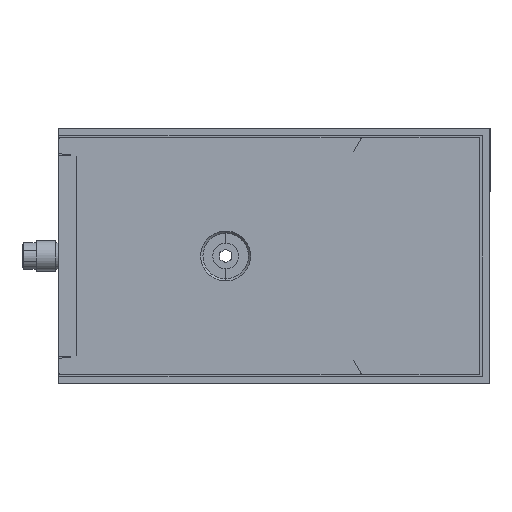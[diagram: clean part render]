
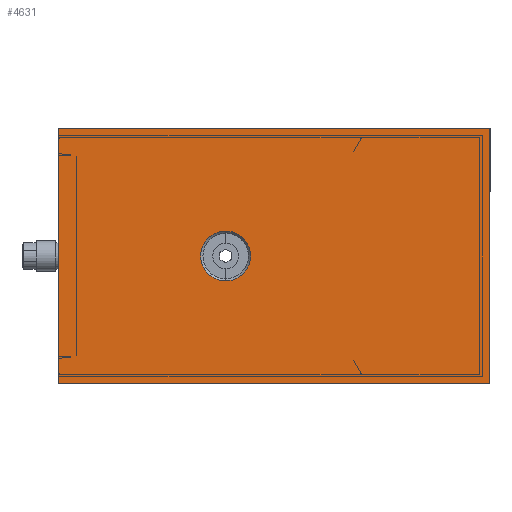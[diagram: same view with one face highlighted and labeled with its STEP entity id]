
A CAD part, left-side view. The second image highlights one B-rep face of the part: STEP entity #4631.
In plain terms, the highlighted planar face has unit normal (-1, 0, 0).
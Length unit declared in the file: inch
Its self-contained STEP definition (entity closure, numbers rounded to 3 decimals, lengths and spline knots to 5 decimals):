
#179 = DIRECTION ( 'NONE',  ( 0., -1., 0. ) ) ;
#186 = DIRECTION ( 'NONE',  ( 0., 0., 1. ) ) ;
#187 = CARTESIAN_POINT ( 'NONE',  ( -23.29614, -1.44046, -0.8375 ) ) ;
#192 = DIRECTION ( 'NONE',  ( 0., 0., -1. ) ) ;
#194 = DIRECTION ( 'NONE',  ( -1., 0., 0. ) ) ;
#195 = CARTESIAN_POINT ( 'NONE',  ( -23.29614, 0.29, 0. ) ) ;
#198 = CARTESIAN_POINT ( 'NONE',  ( -23.29614, 1.38181, -0.8375 ) ) ;
#506 = FACE_OUTER_BOUND ( 'NONE', #1252, .T. ) ;
#529 = VECTOR ( 'NONE', #1914, 39.37008 ) ;
#532 = VECTOR ( 'NONE', #1913, 39.37008 ) ;
#533 = LINE ( 'NONE', #1909, #529 ) ;
#535 = LINE ( 'NONE', #1915, #532 ) ;
#543 = CIRCLE ( 'NONE', #2931, 0.1634 ) ;
#962 = ORIENTED_EDGE ( 'NONE', *, *, #2835, .F. ) ;
#963 = ORIENTED_EDGE ( 'NONE', *, *, #3101, .F. ) ;
#964 = ORIENTED_EDGE ( 'NONE', *, *, #2804, .T. ) ;
#965 = ORIENTED_EDGE ( 'NONE', *, *, #2875, .T. ) ;
#966 = ORIENTED_EDGE ( 'NONE', *, *, #3108, .T. ) ;
#967 = ORIENTED_EDGE ( 'NONE', *, *, #3105, .T. ) ;
#1246 = EDGE_LOOP ( 'NONE', ( #962, #963 ) ) ;
#1252 = EDGE_LOOP ( 'NONE', ( #964, #965, #966, #967 ) ) ;
#1397 = VERTEX_POINT ( 'NONE', #1973 ) ;
#1404 = VERTEX_POINT ( 'NONE', #1952 ) ;
#1405 = VERTEX_POINT ( 'NONE', #1949 ) ;
#1407 = VERTEX_POINT ( 'NONE', #1945 ) ;
#1410 = VERTEX_POINT ( 'NONE', #1933 ) ;
#1411 = VERTEX_POINT ( 'NONE', #1932 ) ;
#1904 = DIRECTION ( 'NONE',  ( 0., 0., -1. ) ) ;
#1906 = DIRECTION ( 'NONE',  ( -1., 0., 0. ) ) ;
#1907 = CARTESIAN_POINT ( 'NONE',  ( -23.29614, 0.29, 0. ) ) ;
#1909 = CARTESIAN_POINT ( 'NONE',  ( -23.29614, 1.38181, 0.8375 ) ) ;
#1913 = DIRECTION ( 'NONE',  ( 0., 1., 0. ) ) ;
#1914 = DIRECTION ( 'NONE',  ( 0., 0., -1. ) ) ;
#1915 = CARTESIAN_POINT ( 'NONE',  ( -23.29614, 1.38181, 0.8375 ) ) ;
#1932 = CARTESIAN_POINT ( 'NONE',  ( -23.29614, 1.38181, 0.8375 ) ) ;
#1933 = CARTESIAN_POINT ( 'NONE',  ( -23.29614, 1.38181, -0.8375 ) ) ;
#1945 = CARTESIAN_POINT ( 'NONE',  ( -23.29614, -1.44046, -0.8375 ) ) ;
#1949 = CARTESIAN_POINT ( 'NONE',  ( -23.29614, 0.29, -0.1634 ) ) ;
#1952 = CARTESIAN_POINT ( 'NONE',  ( -23.29614, 0.29, 0.16341 ) ) ;
#1973 = CARTESIAN_POINT ( 'NONE',  ( -23.29614, -1.44046, 0.8375 ) ) ;
#2604 = AXIS2_PLACEMENT_3D ( 'NONE', #4034, #4035, #4036 ) ;
#2804 = EDGE_CURVE ( 'NONE', #1397, #1411, #535, .T. ) ;
#2835 = EDGE_CURVE ( 'NONE', #1405, #1404, #543, .T. ) ;
#2864 = AXIS2_PLACEMENT_3D ( 'NONE', #195, #194, #192 ) ;
#2875 = EDGE_CURVE ( 'NONE', #1411, #1410, #533, .T. ) ;
#2931 = AXIS2_PLACEMENT_3D ( 'NONE', #1907, #1906, #1904 ) ;
#3101 = EDGE_CURVE ( 'NONE', #1404, #1405, #3393, .T. ) ;
#3105 = EDGE_CURVE ( 'NONE', #1407, #1397, #3400, .T. ) ;
#3108 = EDGE_CURVE ( 'NONE', #1410, #1407, #3398, .T. ) ;
#3393 = CIRCLE ( 'NONE', #2864, 0.1634 ) ;
#3398 = LINE ( 'NONE', #198, #3411 ) ;
#3400 = LINE ( 'NONE', #187, #3404 ) ;
#3404 = VECTOR ( 'NONE', #186, 39.37008 ) ;
#3411 = VECTOR ( 'NONE', #179, 39.37008 ) ;
#3590 = FACE_BOUND ( 'NONE', #1246, .T. ) ;
#4026 = PLANE ( 'NONE',  #2604 ) ;
#4034 = CARTESIAN_POINT ( 'NONE',  ( -23.29614, 0.2896, 0. ) ) ;
#4035 = DIRECTION ( 'NONE',  ( -1., 0., 0. ) ) ;
#4036 = DIRECTION ( 'NONE',  ( 0., 0., -1. ) ) ;
#4631 = ADVANCED_FACE ( 'NONE', ( #3590, #506 ), #4026, .T. ) ;
